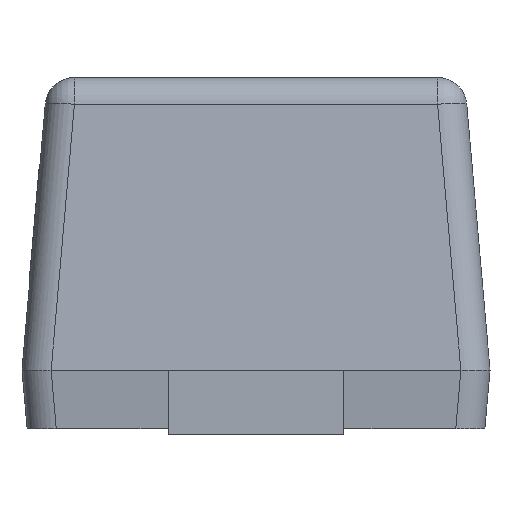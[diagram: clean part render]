
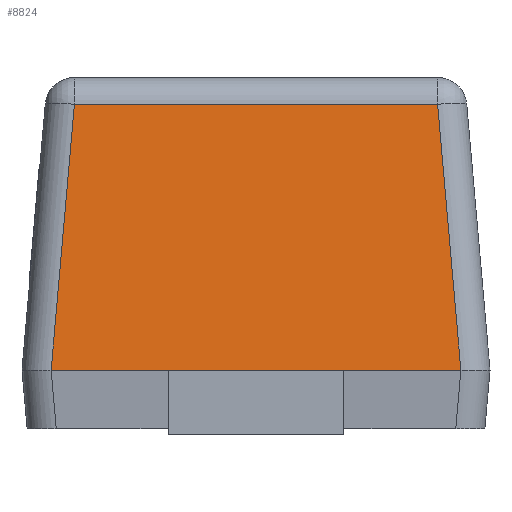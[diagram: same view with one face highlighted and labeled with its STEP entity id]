
A CAD part, left-side view. The second image highlights one B-rep face of the part: STEP entity #8824.
In plain terms, the highlighted planar face has unit normal (-0.996, 0, 0.087).
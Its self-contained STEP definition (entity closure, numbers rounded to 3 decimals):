
#612 = CARTESIAN_POINT ( 'NONE',  ( -0.6, -0.15, 0. ) ) ;
#674 = DIRECTION ( 'NONE',  ( 0., -1., 0. ) ) ;
#749 = LINE ( 'NONE', #8485, #9658 ) ;
#1020 = EDGE_CURVE ( 'NONE', #3490, #6926, #749, .T. ) ;
#1324 = LINE ( 'NONE', #9252, #8656 ) ;
#1381 = CARTESIAN_POINT ( 'NONE',  ( -0.6, 0.4, 0. ) ) ;
#1417 = LINE ( 'NONE', #4342, #6631 ) ;
#1436 = CARTESIAN_POINT ( 'NONE',  ( -0.56, 0.31, 0.454 ) ) ;
#1893 = CARTESIAN_POINT ( 'NONE',  ( -0.6, 0.4, 0. ) ) ;
#2010 = CARTESIAN_POINT ( 'NONE',  ( -0.6, 0.4, 0. ) ) ;
#2049 = DIRECTION ( 'NONE',  ( -0.087, 0.087, -0.992 ) ) ;
#2134 = DIRECTION ( 'NONE',  ( 0., -1., 0. ) ) ;
#2530 = CARTESIAN_POINT ( 'NONE',  ( -0.6, 0.35, 0. ) ) ;
#2572 = VERTEX_POINT ( 'NONE', #4616 ) ;
#2866 = CARTESIAN_POINT ( 'NONE',  ( -0.56, -0.31, 0.454 ) ) ;
#3005 = LINE ( 'NONE', #8003, #3477 ) ;
#3477 = VECTOR ( 'NONE', #2049, 1000. ) ;
#3490 = VERTEX_POINT ( 'NONE', #2866 ) ;
#4064 = EDGE_CURVE ( 'NONE', #2572, #3490, #1417, .T. ) ;
#4342 = CARTESIAN_POINT ( 'NONE',  ( -0.594, -0.345, 0.065 ) ) ;
#4385 = VECTOR ( 'NONE', #6883, 1000. ) ;
#4616 = CARTESIAN_POINT ( 'NONE',  ( -0.6, -0.35, 0. ) ) ;
#4697 = DIRECTION ( 'NONE',  ( 0., 1., 0. ) ) ;
#5470 = ORIENTED_EDGE ( 'NONE', *, *, #4064, .T. ) ;
#6631 = VECTOR ( 'NONE', #8321, 1000. ) ;
#6723 = ORIENTED_EDGE ( 'NONE', *, *, #9314, .T. ) ;
#6883 = DIRECTION ( 'NONE',  ( 0., -1., 0. ) ) ;
#6926 = VERTEX_POINT ( 'NONE', #1436 ) ;
#6968 = VERTEX_POINT ( 'NONE', #612 ) ;
#7262 = EDGE_LOOP ( 'NONE', ( #12051, #5470, #11465, #10512, #9002, #6723 ) ) ;
#7406 = EDGE_CURVE ( 'NONE', #6968, #2572, #1324, .T. ) ;
#8003 = CARTESIAN_POINT ( 'NONE',  ( -0.6, 0.351, -0.004 ) ) ;
#8321 = DIRECTION ( 'NONE',  ( 0.087, 0.087, 0.992 ) ) ;
#8485 = CARTESIAN_POINT ( 'NONE',  ( -0.56, 0.356, 0.454 ) ) ;
#8522 = VECTOR ( 'NONE', #674, 1000. ) ;
#8656 = VECTOR ( 'NONE', #2134, 1000. ) ;
#8824 = ADVANCED_FACE ( 'NONE', ( #10586 ), #9603, .T. ) ;
#8894 = VERTEX_POINT ( 'NONE', #9141 ) ;
#9002 = ORIENTED_EDGE ( 'NONE', *, *, #10818, .T. ) ;
#9011 = DIRECTION ( 'NONE',  ( 0.087, 0., 0.996 ) ) ;
#9141 = CARTESIAN_POINT ( 'NONE',  ( -0.6, 0.15, 0. ) ) ;
#9252 = CARTESIAN_POINT ( 'NONE',  ( -0.6, 0.4, 0. ) ) ;
#9314 = EDGE_CURVE ( 'NONE', #8894, #6968, #10533, .T. ) ;
#9603 = PLANE ( 'NONE',  #11819 ) ;
#9658 = VECTOR ( 'NONE', #4697, 1000. ) ;
#9984 = LINE ( 'NONE', #2010, #4385 ) ;
#10512 = ORIENTED_EDGE ( 'NONE', *, *, #12207, .T. ) ;
#10533 = LINE ( 'NONE', #1381, #8522 ) ;
#10586 = FACE_OUTER_BOUND ( 'NONE', #7262, .T. ) ;
#10818 = EDGE_CURVE ( 'NONE', #11681, #8894, #9984, .T. ) ;
#11465 = ORIENTED_EDGE ( 'NONE', *, *, #1020, .T. ) ;
#11681 = VERTEX_POINT ( 'NONE', #2530 ) ;
#11687 = DIRECTION ( 'NONE',  ( -0.996, 0., 0.087 ) ) ;
#11819 = AXIS2_PLACEMENT_3D ( 'NONE', #1893, #11687, #9011 ) ;
#12051 = ORIENTED_EDGE ( 'NONE', *, *, #7406, .T. ) ;
#12207 = EDGE_CURVE ( 'NONE', #6926, #11681, #3005, .T. ) ;
